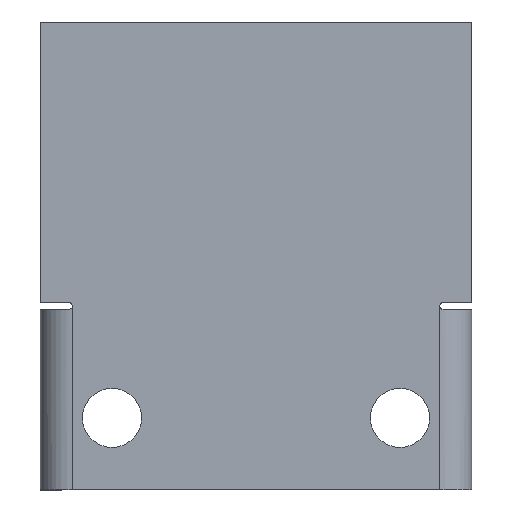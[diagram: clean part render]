
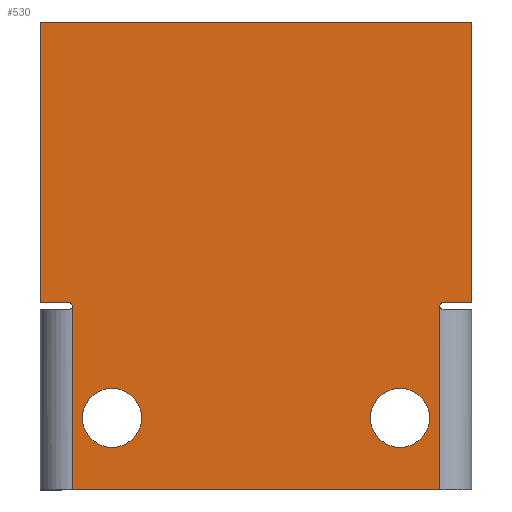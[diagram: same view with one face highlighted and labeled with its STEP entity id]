
A CAD part, top view. The second image highlights one B-rep face of the part: STEP entity #530.
In plain terms, the highlighted planar face has unit normal (0, 0, 1).
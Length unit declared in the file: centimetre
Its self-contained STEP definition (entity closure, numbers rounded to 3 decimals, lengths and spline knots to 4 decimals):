
#34=FACE_BOUND('',#93,.T.);
#35=FACE_BOUND('',#94,.T.);
#58=FACE_OUTER_BOUND('',#92,.T.);
#92=EDGE_LOOP('',(#435,#436,#437,#438,#439,#440,#441,#442,#443,#444));
#93=EDGE_LOOP('',(#445));
#94=EDGE_LOOP('',(#446));
#114=CIRCLE('',#553,0.05);
#115=CIRCLE('',#560,0.05);
#120=CIRCLE('',#575,0.41);
#121=CIRCLE('',#576,0.41);
#136=LINE('',#863,#188);
#138=LINE('',#867,#190);
#140=LINE('',#871,#192);
#143=LINE('',#876,#195);
#144=LINE('',#879,#196);
#161=LINE('',#1007,#213);
#162=LINE('',#1010,#214);
#163=LINE('',#1011,#215);
#188=VECTOR('',#626,0.4);
#190=VECTOR('',#630,3.9);
#192=VECTOR('',#634,6.);
#195=VECTOR('',#639,3.9);
#196=VECTOR('',#642,0.4);
#213=VECTOR('',#689,2.5);
#214=VECTOR('',#692,0.05);
#215=VECTOR('',#693,5.1);
#243=VERTEX_POINT('',#839);
#245=VERTEX_POINT('',#858);
#246=VERTEX_POINT('',#862);
#247=VERTEX_POINT('',#866);
#248=VERTEX_POINT('',#870);
#249=VERTEX_POINT('',#874);
#250=VERTEX_POINT('',#878);
#251=VERTEX_POINT('',#882);
#262=VERTEX_POINT('',#1003);
#263=VERTEX_POINT('',#1009);
#264=VERTEX_POINT('',#1012);
#265=VERTEX_POINT('',#1014);
#291=EDGE_CURVE('',#243,#245,#114,.T.);
#293=EDGE_CURVE('',#245,#246,#136,.T.);
#295=EDGE_CURVE('',#246,#247,#138,.T.);
#297=EDGE_CURVE('',#247,#248,#140,.T.);
#300=EDGE_CURVE('',#248,#249,#143,.T.);
#301=EDGE_CURVE('',#250,#249,#144,.T.);
#304=EDGE_CURVE('',#250,#251,#115,.T.);
#325=EDGE_CURVE('',#262,#251,#161,.T.);
#326=EDGE_CURVE('',#243,#263,#162,.T.);
#327=EDGE_CURVE('',#262,#263,#163,.T.);
#328=EDGE_CURVE('',#264,#264,#120,.T.);
#329=EDGE_CURVE('',#265,#265,#121,.T.);
#435=ORIENTED_EDGE('',*,*,#326,.T.);
#436=ORIENTED_EDGE('',*,*,#327,.F.);
#437=ORIENTED_EDGE('',*,*,#325,.T.);
#438=ORIENTED_EDGE('',*,*,#304,.F.);
#439=ORIENTED_EDGE('',*,*,#301,.T.);
#440=ORIENTED_EDGE('',*,*,#300,.F.);
#441=ORIENTED_EDGE('',*,*,#297,.F.);
#442=ORIENTED_EDGE('',*,*,#295,.F.);
#443=ORIENTED_EDGE('',*,*,#293,.F.);
#444=ORIENTED_EDGE('',*,*,#291,.F.);
#445=ORIENTED_EDGE('',*,*,#328,.F.);
#446=ORIENTED_EDGE('',*,*,#329,.F.);
#501=PLANE('',#574);
#530=ADVANCED_FACE('',(#58,#34,#35),#501,.T.);
#553=AXIS2_PLACEMENT_3D('',#859,#621,#622);
#560=AXIS2_PLACEMENT_3D('',#884,#647,#648);
#574=AXIS2_PLACEMENT_3D('',#1008,#690,#691);
#575=AXIS2_PLACEMENT_3D('',#1013,#694,#695);
#576=AXIS2_PLACEMENT_3D('',#1015,#696,#697);
#621=DIRECTION('center_axis',(0.,0.,1.));
#622=DIRECTION('ref_axis',(1.,0.,0.));
#626=DIRECTION('',(-1.,0.,0.));
#630=DIRECTION('',(0.,1.,0.));
#634=DIRECTION('',(1.,0.,0.));
#639=DIRECTION('',(0.,-1.,0.));
#642=DIRECTION('',(1.,0.,0.));
#647=DIRECTION('center_axis',(0.,0.,1.));
#648=DIRECTION('ref_axis',(0.,1.,0.));
#689=DIRECTION('',(0.,1.,0.));
#690=DIRECTION('center_axis',(0.,0.,1.));
#691=DIRECTION('ref_axis',(1.,0.,0.));
#692=DIRECTION('',(0.,-1.,0.));
#693=DIRECTION('',(-1.,0.,0.));
#694=DIRECTION('center_axis',(0.,0.,1.));
#695=DIRECTION('ref_axis',(-1.,0.,0.));
#696=DIRECTION('center_axis',(0.,0.,1.));
#697=DIRECTION('ref_axis',(-1.,0.,0.));
#839=CARTESIAN_POINT('',(-2.55,-1.95,0.15));
#858=CARTESIAN_POINT('',(-2.6,-1.9,0.15));
#859=CARTESIAN_POINT('Origin',(-2.6,-1.95,0.15));
#862=CARTESIAN_POINT('',(-3.,-1.9,0.15));
#863=CARTESIAN_POINT('',(-2.6,-1.9,0.15));
#866=CARTESIAN_POINT('',(-3.,2.,0.15));
#867=CARTESIAN_POINT('',(-3.,-1.9,0.15));
#870=CARTESIAN_POINT('',(3.,2.,0.15));
#871=CARTESIAN_POINT('',(-3.,2.,0.15));
#874=CARTESIAN_POINT('',(3.,-1.9,0.15));
#876=CARTESIAN_POINT('',(3.,2.,0.15));
#878=CARTESIAN_POINT('',(2.6,-1.9,0.15));
#879=CARTESIAN_POINT('',(2.6,-1.9,0.15));
#882=CARTESIAN_POINT('',(2.55,-1.95,0.15));
#884=CARTESIAN_POINT('Origin',(2.6,-1.95,0.15));
#1003=CARTESIAN_POINT('',(2.55,-4.5,0.15));
#1007=CARTESIAN_POINT('',(2.55,-4.5,0.15));
#1008=CARTESIAN_POINT('Origin',(0.,0.,0.15));
#1009=CARTESIAN_POINT('',(-2.55,-4.5,0.15));
#1010=CARTESIAN_POINT('',(-2.55,-1.95,0.15));
#1011=CARTESIAN_POINT('',(2.55,-4.5,0.15));
#1012=CARTESIAN_POINT('',(-1.59,-3.5,0.15));
#1013=CARTESIAN_POINT('Origin',(-2.,-3.5,0.15));
#1014=CARTESIAN_POINT('',(2.41,-3.5,0.15));
#1015=CARTESIAN_POINT('Origin',(2.,-3.5,0.15));
